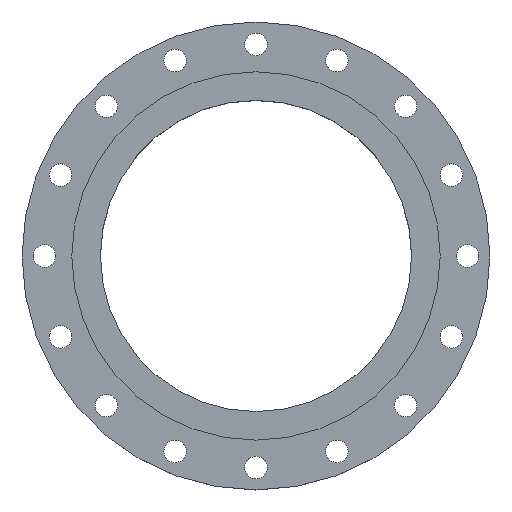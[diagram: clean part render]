
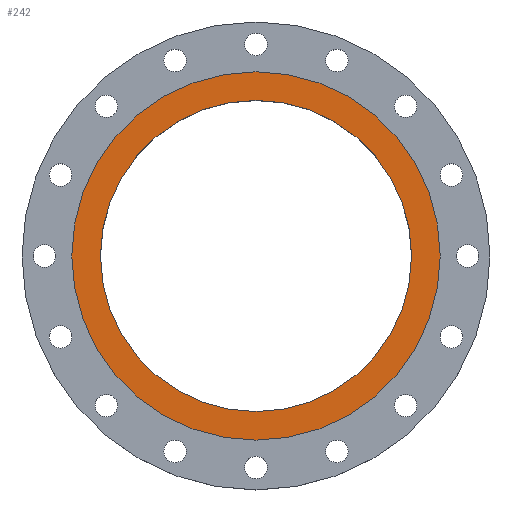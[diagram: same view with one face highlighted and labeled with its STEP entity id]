
A CAD part, top view. The second image highlights one B-rep face of the part: STEP entity #242.
In plain terms, the highlighted planar face has unit normal (0, 0, 1).
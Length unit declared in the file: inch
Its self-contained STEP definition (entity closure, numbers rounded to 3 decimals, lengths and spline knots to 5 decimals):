
#11 = FACE_BOUND ( 'NONE', #1169, .T. ) ;
#211 = ORIENTED_EDGE ( 'NONE', *, *, #1470, .T. ) ;
#242 = ADVANCED_FACE ( 'NONE', ( #11, #555 ), #1091, .F. ) ;
#305 = VERTEX_POINT ( 'NONE', #393 ) ;
#322 = AXIS2_PLACEMENT_3D ( 'NONE', #771, #1173, #1712 ) ;
#380 = DIRECTION ( 'NONE',  ( 1., 0., 0. ) ) ;
#387 = CIRCLE ( 'NONE', #533, 9.25 ) ;
#393 = CARTESIAN_POINT ( 'NONE',  ( 7.8125, 0., 0. ) ) ;
#406 = CARTESIAN_POINT ( 'NONE',  ( 0., 0., 0. ) ) ;
#416 = CARTESIAN_POINT ( 'NONE',  ( -7.8125, 0., 0. ) ) ;
#423 = EDGE_CURVE ( 'NONE', #1674, #305, #1336, .T. ) ;
#439 = AXIS2_PLACEMENT_3D ( 'NONE', #1680, #476, #380 ) ;
#443 = CARTESIAN_POINT ( 'NONE',  ( 0., 0., 0. ) ) ;
#476 = DIRECTION ( 'NONE',  ( 0., 0., 1. ) ) ;
#491 = CARTESIAN_POINT ( 'NONE',  ( 9.25, 0., 0. ) ) ;
#533 = AXIS2_PLACEMENT_3D ( 'NONE', #443, #706, #1645 ) ;
#542 = DIRECTION ( 'NONE',  ( 1., 0., 0. ) ) ;
#555 = FACE_OUTER_BOUND ( 'NONE', #1509, .T. ) ;
#604 = VERTEX_POINT ( 'NONE', #1552 ) ;
#649 = ORIENTED_EDGE ( 'NONE', *, *, #1616, .F. ) ;
#653 = ORIENTED_EDGE ( 'NONE', *, *, #833, .T. ) ;
#706 = DIRECTION ( 'NONE',  ( 0., 0., 1. ) ) ;
#771 = CARTESIAN_POINT ( 'NONE',  ( 0., 0., 0. ) ) ;
#833 = EDGE_CURVE ( 'NONE', #894, #604, #387, .T. ) ;
#894 = VERTEX_POINT ( 'NONE', #491 ) ;
#954 = DIRECTION ( 'NONE',  ( 0., 0., 1. ) ) ;
#956 = DIRECTION ( 'NONE',  ( -1., 0., 0. ) ) ;
#964 = CARTESIAN_POINT ( 'NONE',  ( 0., 7.8125, 0. ) ) ;
#993 = ORIENTED_EDGE ( 'NONE', *, *, #423, .F. ) ;
#1091 = PLANE ( 'NONE',  #1457 ) ;
#1169 = EDGE_LOOP ( 'NONE', ( #649, #993 ) ) ;
#1173 = DIRECTION ( 'NONE',  ( 0., 0., 1. ) ) ;
#1288 = CIRCLE ( 'NONE', #1602, 7.8125 ) ;
#1336 = CIRCLE ( 'NONE', #322, 7.8125 ) ;
#1457 = AXIS2_PLACEMENT_3D ( 'NONE', #964, #1631, #956 ) ;
#1470 = EDGE_CURVE ( 'NONE', #604, #894, #1714, .T. ) ;
#1509 = EDGE_LOOP ( 'NONE', ( #653, #211 ) ) ;
#1552 = CARTESIAN_POINT ( 'NONE',  ( -9.25, 0., 0. ) ) ;
#1602 = AXIS2_PLACEMENT_3D ( 'NONE', #406, #954, #542 ) ;
#1616 = EDGE_CURVE ( 'NONE', #305, #1674, #1288, .T. ) ;
#1631 = DIRECTION ( 'NONE',  ( 0., 0., -1. ) ) ;
#1645 = DIRECTION ( 'NONE',  ( 1., 0., 0. ) ) ;
#1674 = VERTEX_POINT ( 'NONE', #416 ) ;
#1680 = CARTESIAN_POINT ( 'NONE',  ( 0., 0., 0. ) ) ;
#1712 = DIRECTION ( 'NONE',  ( 1., 0., 0. ) ) ;
#1714 = CIRCLE ( 'NONE', #439, 9.25 ) ;
